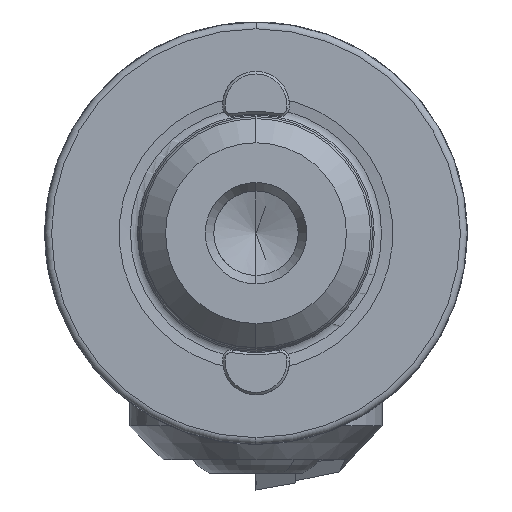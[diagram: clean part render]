
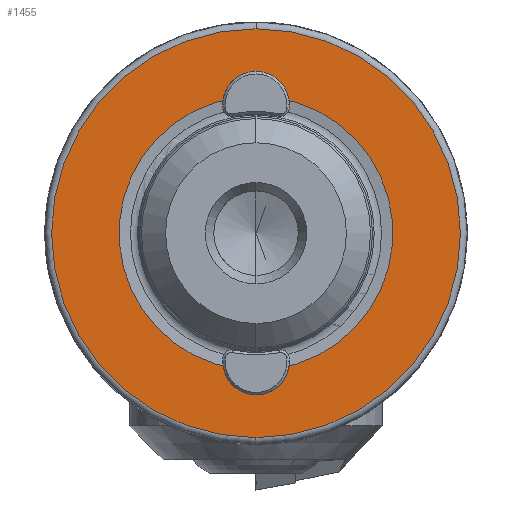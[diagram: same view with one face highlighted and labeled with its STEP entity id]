
A CAD part, left-side view. The second image highlights one B-rep face of the part: STEP entity #1455.
In plain terms, the highlighted planar face has unit normal (-1, 0, 0).
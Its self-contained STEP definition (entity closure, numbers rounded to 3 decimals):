
#60 = ORIENTED_EDGE ( 'NONE', *, *, #4861, .F. ) ;
#281 = CARTESIAN_POINT ( 'NONE',  ( 0., 0., 12.1 ) ) ;
#681 = CARTESIAN_POINT ( 'NONE',  ( 0., 0., -8.375 ) ) ;
#1237 = CIRCLE ( 'NONE', #17720, 8.103 ) ;
#1455 = ADVANCED_FACE ( 'NONE', ( #11566, #17685 ), #13405, .F. ) ;
#1524 = DIRECTION ( 'NONE',  ( -1., 0., 0. ) ) ;
#1915 = VERTEX_POINT ( 'NONE', #11526 ) ;
#1916 = ORIENTED_EDGE ( 'NONE', *, *, #28801, .F. ) ;
#2396 = ORIENTED_EDGE ( 'NONE', *, *, #14980, .F. ) ;
#2617 = ORIENTED_EDGE ( 'NONE', *, *, #25941, .T. ) ;
#3044 = DIRECTION ( 'NONE',  ( 1., 0., 0. ) ) ;
#3339 = DIRECTION ( 'NONE',  ( 0., 0., 1. ) ) ;
#4786 = CARTESIAN_POINT ( 'NONE',  ( 0., 0., 0. ) ) ;
#4861 = EDGE_CURVE ( 'NONE', #16045, #16494, #4898, .T. ) ;
#4898 = CIRCLE ( 'NONE', #27391, 1.1 ) ;
#5135 = AXIS2_PLACEMENT_3D ( 'NONE', #6759, #24973, #9373 ) ;
#5191 = EDGE_LOOP ( 'NONE', ( #13188, #2617 ) ) ;
#5297 = CARTESIAN_POINT ( 'NONE',  ( 0., 0., -8.375 ) ) ;
#6286 = ORIENTED_EDGE ( 'NONE', *, *, #17316, .F. ) ;
#6577 = ORIENTED_EDGE ( 'NONE', *, *, #9839, .F. ) ;
#6718 = AXIS2_PLACEMENT_3D ( 'NONE', #18545, #3044, #21270 ) ;
#6759 = CARTESIAN_POINT ( 'NONE',  ( 0., 0., 8.375 ) ) ;
#7133 = DIRECTION ( 'NONE',  ( -1., 0., 0. ) ) ;
#7400 = DIRECTION ( 'NONE',  ( 0., 0., 1. ) ) ;
#7928 = DIRECTION ( 'NONE',  ( 0., 0., 1. ) ) ;
#7932 = CIRCLE ( 'NONE', #20460, 1.1 ) ;
#8274 = CIRCLE ( 'NONE', #23983, 8.103 ) ;
#8291 = CARTESIAN_POINT ( 'NONE',  ( 0., -1.046, 8.036 ) ) ;
#8676 = CIRCLE ( 'NONE', #5135, 1.1 ) ;
#9373 = DIRECTION ( 'NONE',  ( 0., 0., 1. ) ) ;
#9839 = EDGE_CURVE ( 'NONE', #19440, #12508, #18999, .T. ) ;
#10638 = CARTESIAN_POINT ( 'NONE',  ( 0., 0., 9.475 ) ) ;
#11526 = CARTESIAN_POINT ( 'NONE',  ( 0., 1.046, -8.036 ) ) ;
#11566 = FACE_BOUND ( 'NONE', #29648, .T. ) ;
#12078 = CARTESIAN_POINT ( 'NONE',  ( 0., 0., 0. ) ) ;
#12508 = VERTEX_POINT ( 'NONE', #24541 ) ;
#13188 = ORIENTED_EDGE ( 'NONE', *, *, #33445, .T. ) ;
#13405 = PLANE ( 'NONE',  #6718 ) ;
#14348 = CARTESIAN_POINT ( 'NONE',  ( 0., 0., 0. ) ) ;
#14688 = AXIS2_PLACEMENT_3D ( 'NONE', #14348, #32553, #16985 ) ;
#14729 = DIRECTION ( 'NONE',  ( 0., 0., 1. ) ) ;
#14926 = CIRCLE ( 'NONE', #14688, 12.1 ) ;
#14980 = EDGE_CURVE ( 'NONE', #1915, #19440, #7932, .T. ) ;
#16045 = VERTEX_POINT ( 'NONE', #8291 ) ;
#16258 = EDGE_CURVE ( 'NONE', #26566, #1915, #8274, .T. ) ;
#16494 = VERTEX_POINT ( 'NONE', #10638 ) ;
#16693 = ORIENTED_EDGE ( 'NONE', *, *, #16258, .F. ) ;
#16985 = DIRECTION ( 'NONE',  ( 0., 0., 1. ) ) ;
#17207 = CARTESIAN_POINT ( 'NONE',  ( 0., 0., 8.375 ) ) ;
#17316 = EDGE_CURVE ( 'NONE', #12508, #16045, #1237, .T. ) ;
#17685 = FACE_OUTER_BOUND ( 'NONE', #5191, .T. ) ;
#17720 = AXIS2_PLACEMENT_3D ( 'NONE', #4786, #23002, #7400 ) ;
#18545 = CARTESIAN_POINT ( 'NONE',  ( 0., 8.103, 0. ) ) ;
#18911 = VERTEX_POINT ( 'NONE', #281 ) ;
#18945 = DIRECTION ( 'NONE',  ( -1., 0., 0. ) ) ;
#18999 = CIRCLE ( 'NONE', #21419, 1.1 ) ;
#19440 = VERTEX_POINT ( 'NONE', #24290 ) ;
#19776 = DIRECTION ( 'NONE',  ( 0., 0., 1. ) ) ;
#20460 = AXIS2_PLACEMENT_3D ( 'NONE', #681, #18945, #3339 ) ;
#20622 = CIRCLE ( 'NONE', #32835, 12.1 ) ;
#21270 = DIRECTION ( 'NONE',  ( 0., 0., -1. ) ) ;
#21419 = AXIS2_PLACEMENT_3D ( 'NONE', #5297, #23525, #7928 ) ;
#21997 = VERTEX_POINT ( 'NONE', #26857 ) ;
#22743 = CARTESIAN_POINT ( 'NONE',  ( 0., 0., 0. ) ) ;
#23002 = DIRECTION ( 'NONE',  ( -1., 0., 0. ) ) ;
#23525 = DIRECTION ( 'NONE',  ( -1., 0., 0. ) ) ;
#23983 = AXIS2_PLACEMENT_3D ( 'NONE', #22743, #7133, #25338 ) ;
#24290 = CARTESIAN_POINT ( 'NONE',  ( 0., 0., -9.475 ) ) ;
#24541 = CARTESIAN_POINT ( 'NONE',  ( 0., -1.046, -8.036 ) ) ;
#24973 = DIRECTION ( 'NONE',  ( -1., 0., 0. ) ) ;
#25338 = DIRECTION ( 'NONE',  ( 0., 0., 1. ) ) ;
#25941 = EDGE_CURVE ( 'NONE', #21997, #18911, #14926, .T. ) ;
#26566 = VERTEX_POINT ( 'NONE', #29997 ) ;
#26857 = CARTESIAN_POINT ( 'NONE',  ( 0., 0., -12.1 ) ) ;
#27391 = AXIS2_PLACEMENT_3D ( 'NONE', #17207, #1524, #19776 ) ;
#28801 = EDGE_CURVE ( 'NONE', #16494, #26566, #8676, .T. ) ;
#29648 = EDGE_LOOP ( 'NONE', ( #6286, #6577, #2396, #16693, #1916, #60 ) ) ;
#29997 = CARTESIAN_POINT ( 'NONE',  ( 0., 1.046, 8.036 ) ) ;
#30332 = DIRECTION ( 'NONE',  ( -1., 0., 0. ) ) ;
#32553 = DIRECTION ( 'NONE',  ( -1., 0., 0. ) ) ;
#32835 = AXIS2_PLACEMENT_3D ( 'NONE', #12078, #30332, #14729 ) ;
#33445 = EDGE_CURVE ( 'NONE', #18911, #21997, #20622, .T. ) ;
